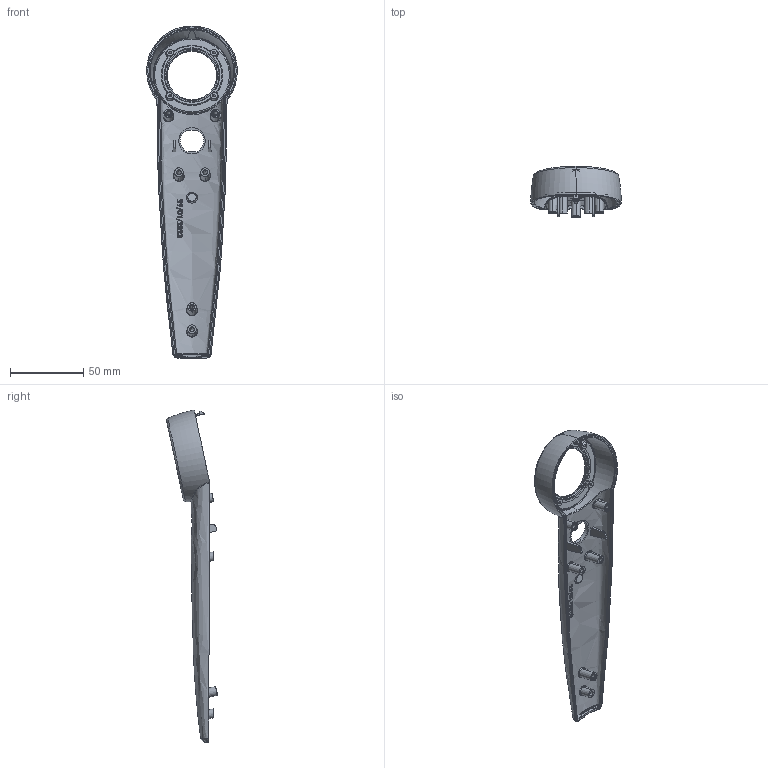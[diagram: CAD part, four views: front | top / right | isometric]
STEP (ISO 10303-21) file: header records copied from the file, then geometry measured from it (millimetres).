
FILE_DESCRIPTION (( 'STEP AP214' ), '1' );
FILE_NAME ('Top Shell.STEP', '2023-01-29T14:04:20', ( '' ), ( '' ), 'SwSTEP 2.0', 'SolidWorks 2022', '' );
FILE_SCHEMA (( 'AUTOMOTIVE_DESIGN' ));
Length unit declared in the file: millimetre
Products named in the file (1): Top Shell
Bounding box: 61.94 x 34.78 x 226.95 mm (x, y, z)
Volume: 32127 mm3; surface area: 30939.5 mm2
Topology: 1 solids, 1 shells, 434 faces, 1109 edges, 708 vertices
Faces by surface type: bspline 159, plane 105, cone 73, cylinder 47, torus 42, sphere 8
Entity records: 32632 total; most frequent: CARTESIAN_POINT 23353, ORIENTED_EDGE 2202, DIRECTION 1501, EDGE_CURVE 1101, VERTEX_POINT 706, AXIS2_PLACEMENT_3D 584, EDGE_LOOP 479, ADVANCED_FACE 434
